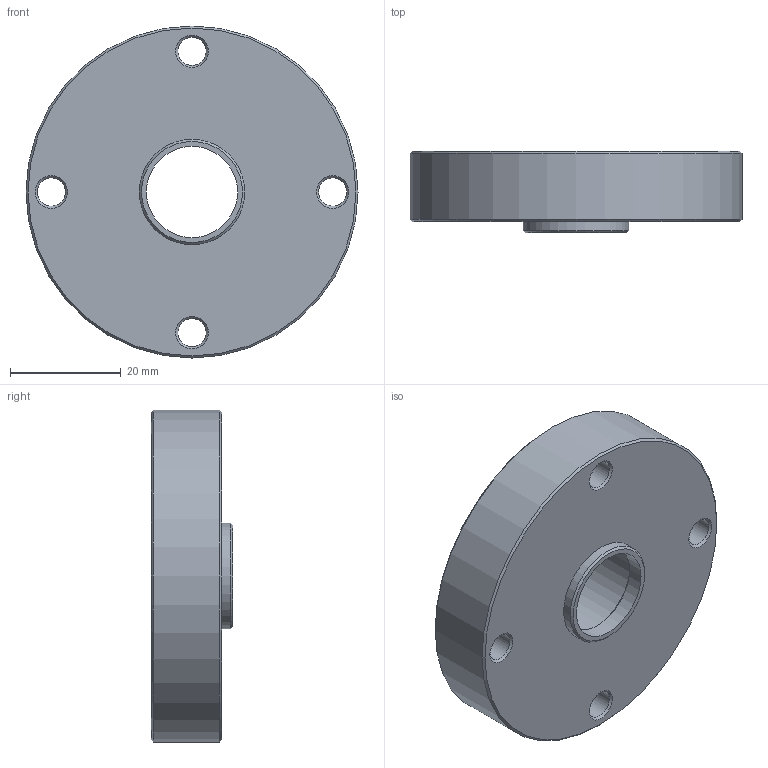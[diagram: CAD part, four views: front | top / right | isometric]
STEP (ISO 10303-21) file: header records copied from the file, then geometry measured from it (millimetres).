
FILE_DESCRIPTION(/* description */ ('STEP AP242','CAx-IF Rec.Pracs.---Representation and Presentation of Product Manufacturing Information (PMI)---4.0---2014-10-13','CAx-IF Rec.Pracs.---3D Tessellated Geometry---0.4---2014-09-14','2;1'),/* implementation_level */ '2;1');
FILE_NAME(/* name */ '656d48d245d490336b714faa',/* time_stamp */ '2023-12-04T03:35:52Z',/* author */ (''),/* organization */ (''),/* preprocessor_version */ 'ST-DEVELOPER v19.4',/* originating_system */ ' ',/* authorisation */ ' ');
FILE_SCHEMA (('AP242_MANAGED_MODEL_BASED_3D_ENGINEERING_MIM_LF { 1 0 10303 442 1 1 4 }'));
Length unit declared in the file: metre
Products named in the file (1): Kraken X60 Motor Riser
Bounding box: 59.94 x 14.73 x 59.94 mm (x, y, z)
Volume: 13495.3 mm3; surface area: 12387.3 mm2
Topology: 1 solids, 1 shells, 125 faces, 300 edges, 183 vertices
Faces by surface type: cone 53, cylinder 48, plane 24
Full cylindrical faces by diameter (mm): 5.105 x4, 16.472 x1, 19.012 x1, 19.101 x1, 59.944 x1
Entity records: 3482 total; most frequent: DIRECTION 670, CARTESIAN_POINT 568, ORIENTED_EDGE 538, AXIS2_PLACEMENT_3D 275, EDGE_CURVE 269, VERTEX_POINT 173, EDGE_LOOP 162, FACE_BOUND 162
